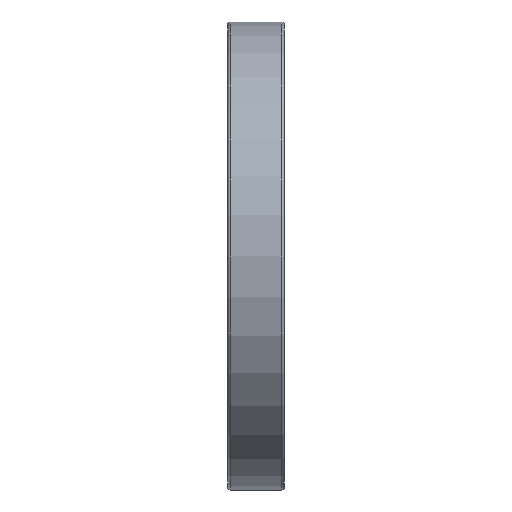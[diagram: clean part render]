
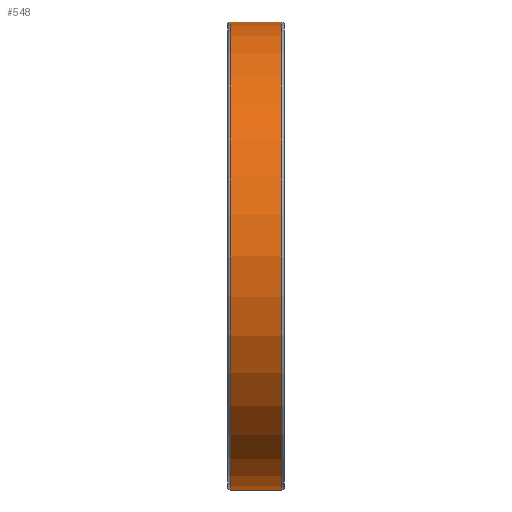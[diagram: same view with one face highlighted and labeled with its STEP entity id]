
A CAD part, front view. The second image highlights one B-rep face of the part: STEP entity #548.
In plain terms, the highlighted cylindrical face has radius 29 mm (diameter 58 mm), a partial arc.
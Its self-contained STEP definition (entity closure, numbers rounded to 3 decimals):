
#11 = DIRECTION ( 'NONE',  ( -1., 0., 0. ) ) ;
#35 = ORIENTED_EDGE ( 'NONE', *, *, #685, .T. ) ;
#40 = AXIS2_PLACEMENT_3D ( 'NONE', #411, #427, #577 ) ;
#48 = DIRECTION ( 'NONE',  ( 0., 0., -1. ) ) ;
#53 = VERTEX_POINT ( 'NONE', #279 ) ;
#54 = CIRCLE ( 'NONE', #502, 29. ) ;
#115 = DIRECTION ( 'NONE',  ( 0., 0., -1. ) ) ;
#153 = EDGE_CURVE ( 'NONE', #318, #53, #487, .T. ) ;
#175 = EDGE_CURVE ( 'NONE', #318, #578, #195, .T. ) ;
#194 = VECTOR ( 'NONE', #11, 1000. ) ;
#195 = LINE ( 'NONE', #367, #451 ) ;
#269 = CARTESIAN_POINT ( 'NONE',  ( -3.2, 0., 0. ) ) ;
#279 = CARTESIAN_POINT ( 'NONE',  ( 3.2, 0., -29. ) ) ;
#318 = VERTEX_POINT ( 'NONE', #725 ) ;
#338 = DIRECTION ( 'NONE',  ( -1., 0., 0. ) ) ;
#341 = LINE ( 'NONE', #566, #194 ) ;
#346 = CYLINDRICAL_SURFACE ( 'NONE', #600, 29. ) ;
#367 = CARTESIAN_POINT ( 'NONE',  ( 3.5, 0., 29. ) ) ;
#383 = ORIENTED_EDGE ( 'NONE', *, *, #153, .F. ) ;
#389 = FACE_OUTER_BOUND ( 'NONE', #568, .T. ) ;
#411 = CARTESIAN_POINT ( 'NONE',  ( 3.2, 0., 0. ) ) ;
#425 = DIRECTION ( 'NONE',  ( -1., 0., 0. ) ) ;
#427 = DIRECTION ( 'NONE',  ( 1., 0., 0. ) ) ;
#451 = VECTOR ( 'NONE', #425, 1000. ) ;
#475 = ORIENTED_EDGE ( 'NONE', *, *, #552, .F. ) ;
#487 = CIRCLE ( 'NONE', #40, 29. ) ;
#492 = VERTEX_POINT ( 'NONE', #677 ) ;
#496 = DIRECTION ( 'NONE',  ( 1., 0., 0. ) ) ;
#502 = AXIS2_PLACEMENT_3D ( 'NONE', #269, #496, #48 ) ;
#529 = CARTESIAN_POINT ( 'NONE',  ( -3.2, 0., 29. ) ) ;
#548 = ADVANCED_FACE ( 'NONE', ( #389 ), #346, .T. ) ;
#552 = EDGE_CURVE ( 'NONE', #53, #492, #341, .T. ) ;
#566 = CARTESIAN_POINT ( 'NONE',  ( 3.5, 0., -29. ) ) ;
#568 = EDGE_LOOP ( 'NONE', ( #383, #581, #35, #475 ) ) ;
#577 = DIRECTION ( 'NONE',  ( 0., 0., -1. ) ) ;
#578 = VERTEX_POINT ( 'NONE', #529 ) ;
#581 = ORIENTED_EDGE ( 'NONE', *, *, #175, .T. ) ;
#600 = AXIS2_PLACEMENT_3D ( 'NONE', #615, #338, #115 ) ;
#615 = CARTESIAN_POINT ( 'NONE',  ( 3.5, 0., 0. ) ) ;
#677 = CARTESIAN_POINT ( 'NONE',  ( -3.2, 0., -29. ) ) ;
#685 = EDGE_CURVE ( 'NONE', #578, #492, #54, .T. ) ;
#725 = CARTESIAN_POINT ( 'NONE',  ( 3.2, 0., 29. ) ) ;
